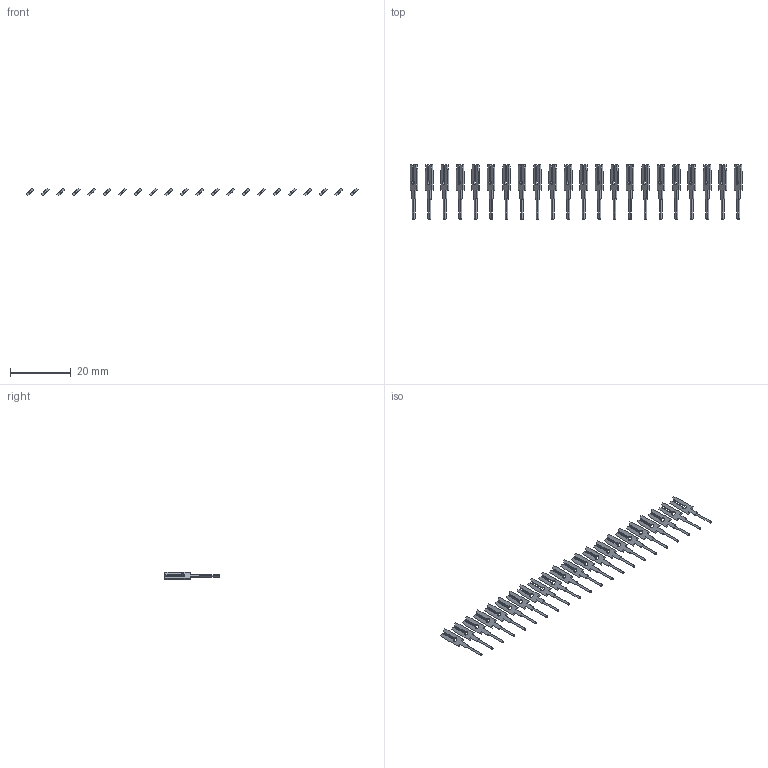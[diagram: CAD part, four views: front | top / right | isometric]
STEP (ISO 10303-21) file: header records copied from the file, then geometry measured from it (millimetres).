
FILE_DESCRIPTION (( 'STEP AP203' ), '1' );
FILE_NAME ('106-022-251-200.STEP', '2020-04-16T19:17:01', ( '' ), ( '' ), 'SwSTEP 2.0', 'SolidWorks 2016', '' );
FILE_SCHEMA (( 'CONFIG_CONTROL_DESIGN' ));
Length unit declared in the file: inch
Products named in the file (2): 106-022-251-200; 100-290-001_100-290-251
Assembly tree (22 placements, depth 2):
  106-022-251-200
    100-290-001_100-290-251  x22
Bounding box: 109.21 x 17.91 x 2.53 mm (x, y, z)
Volume: 402.2 mm3; surface area: 1977.1 mm2
Topology: 22 solids, 22 shells, 616 faces, 1716 edges, 1144 vertices
Faces by surface type: plane 484, cylinder 132
Entity records: 1766 total; most frequent: CARTESIAN_POINT 195, DIRECTION 192, ORIENTED_EDGE 156, EDGE_CURVE 78, AXIS2_PLACEMENT_3D 65, VECTOR 62, LINE 62, LOCAL_TIME 54
